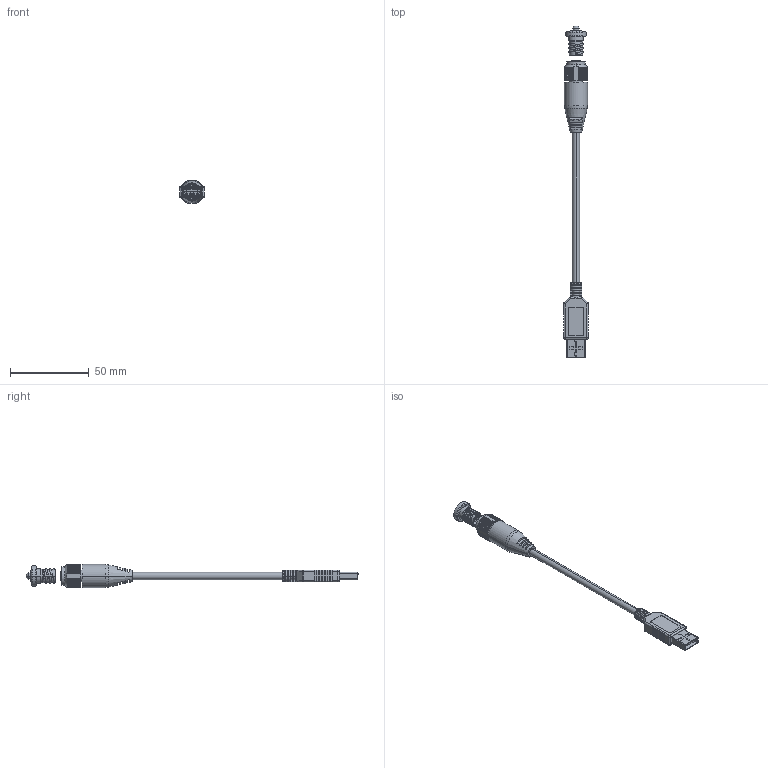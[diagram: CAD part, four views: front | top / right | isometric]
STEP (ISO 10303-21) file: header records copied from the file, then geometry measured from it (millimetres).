
FILE_DESCRIPTION (( 'STEP AP214' ), '1' );
FILE_NAME ('USB228-MMZ_3D.STEP', '2020-08-10T17:33:40', ( '' ), ( '' ), 'SwSTEP 2.0', 'SolidWorks 2018', '' );
FILE_SCHEMA (( 'AUTOMOTIVE_DESIGN' ));
Length unit declared in the file: inch
Products named in the file (13): 1AA05-003-MA1; USB228_cable; USB228_Overmold; 1AA05-003_CRIMPED; 1AA05-003-MA3; 1AA05-003-MA4; 3AB06-025_WITHOUT LOGO; 1AA05-003-MA5; USB228-M-EndCap; MTN-151_WITHOUT LOGO; USB228_plug; USB228-MMZ_3D; 1AA05-003-MA2_CRIMPED
Assembly tree (15 placements, depth 4):
  USB228-MMZ_3D
    USB228_cable
    3AB06-025_WITHOUT LOGO
      1AA05-003_CRIMPED
        1AA05-003-MA1
        1AA05-003-MA2_CRIMPED
        1AA05-003-MA3
        1AA05-003-MA4  x4
        1AA05-003-MA5
      MTN-151_WITHOUT LOGO
    USB228_plug
    USB228_Overmold
    USB228-M-EndCap
Bounding box: 15.7 x 210.45 x 15.01 mm (x, y, z)
Volume: 10078.3 mm3; surface area: 12240.6 mm2
Topology: 12 solids, 15 shells, 1057 faces, 2873 edges, 1866 vertices
Faces by surface type: plane 643, cylinder 334, bspline 28, sphere 24, cone 20, torus 8
Entity records: 36709 total; most frequent: CARTESIAN_POINT 10618, ORIENTED_EDGE 5506, DIRECTION 5076, EDGE_CURVE 2753, VERTEX_POINT 1806, LINE 1708, VECTOR 1708, AXIS2_PLACEMENT_3D 1684
